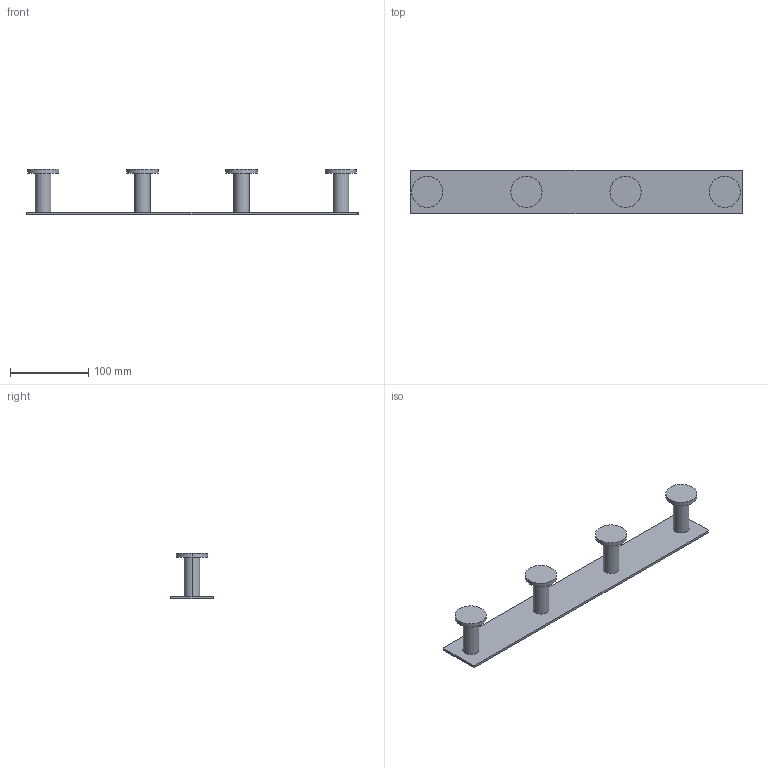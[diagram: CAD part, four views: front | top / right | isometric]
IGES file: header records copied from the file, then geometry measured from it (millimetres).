
Start section:  PTC IGES file: 2810q.igs
Global section: file name: 2810q.igs; native system: Creo Parametric by PTC Inc.; preprocessor: 2019352; author: rsmith; organization: Unknown; date: 20220627.161747; units: inch
Bounding box: 424.99 x 56 x 58 mm (x, y, z)
Surface area: 73089 mm2 (no closed solid volume)
Topology: 0 solids, 0 shells, 34 faces, 144 edges, 144 vertices
Faces by surface type: bspline 18, revolution 16
